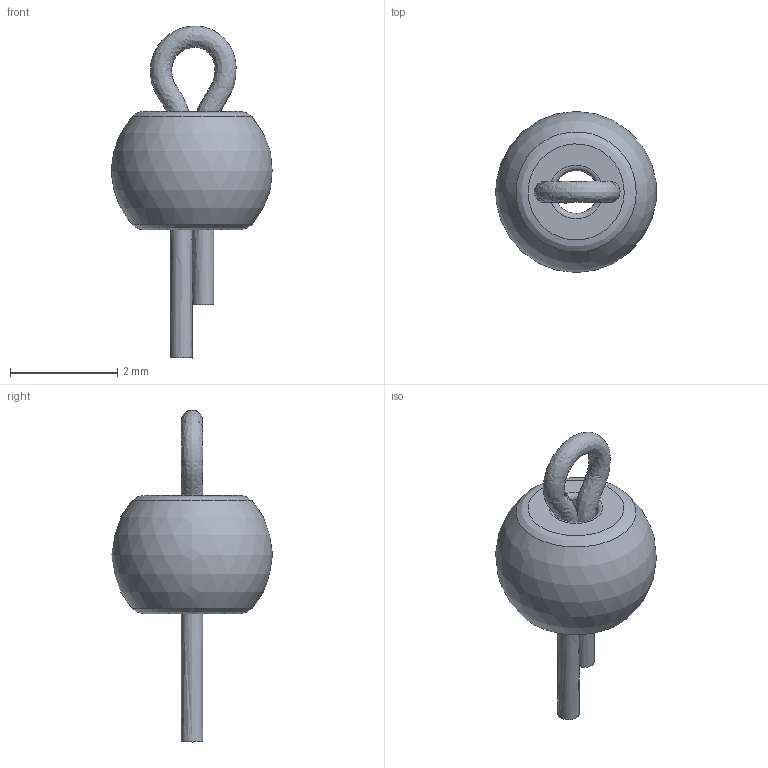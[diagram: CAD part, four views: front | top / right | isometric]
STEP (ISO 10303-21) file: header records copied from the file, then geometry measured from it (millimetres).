
FILE_DESCRIPTION(('FreeCAD Model'),'2;1');
FILE_NAME('Open CASCADE Shape Model','2023-05-27T13:22:09',(''),(''), 'Open CASCADE STEP processor 7.6','FreeCAD','Unknown');
FILE_SCHEMA(('AUTOMOTIVE_DESIGN { 1 0 10303 214 1 1 1 1 }'));
Length unit declared in the file: millimetre
Products named in the file (3): Pin_Test; bille; crochet
Assembly tree (2 placements, depth 2):
  Pin_Test
    bille
    crochet
Bounding box: 2.98 x 3 x 6.18 mm (x, y, z)
Volume: 13.1 mm3; surface area: 46.5 mm2
Topology: 2 solids, 2 shells, 11 faces, 17 edges, 10 vertices
Faces by surface type: plane 4, bspline 3, torus 2, cylinder 1, sphere 1
Full cylindrical faces by diameter (mm): 0.8 x1
Entity records: 1554 total; most frequent: CARTESIAN_POINT 1317, DIRECTION 37, ORIENTED_EDGE 34, AXIS2_PLACEMENT_3D 18, EDGE_CURVE 17, FACE_BOUND 13, EDGE_LOOP 13, ADVANCED_FACE 11
